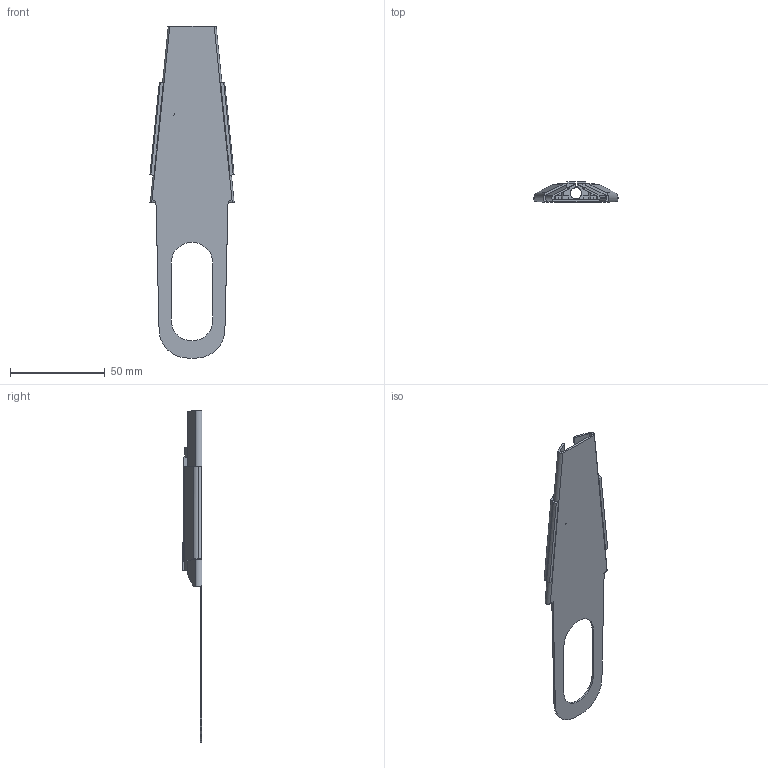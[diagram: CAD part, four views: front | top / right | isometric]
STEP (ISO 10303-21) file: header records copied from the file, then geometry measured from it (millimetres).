
FILE_DESCRIPTION (( 'STEP AP214' ), '1' );
FILE_NAME ('52006151de fxt.STEP', '2022-10-18T19:03:34', ( '' ), ( '' ), 'SwSTEP 2.0', 'SolidWorks 2021', '' );
FILE_SCHEMA (( 'AUTOMOTIVE_DESIGN' ));
Length unit declared in the file: millimetre
Products named in the file (1): 52006151de fxt
Bounding box: 44.43 x 10.5 x 175.06 mm (x, y, z)
Volume: 19090.8 mm3; surface area: 25096.1 mm2
Topology: 4 solids, 4 shells, 158 faces, 438 edges, 288 vertices
Faces by surface type: plane 111, cylinder 32, bspline 11, torus 4
Entity records: 5172 total; most frequent: CARTESIAN_POINT 1214, ORIENTED_EDGE 876, DIRECTION 711, EDGE_CURVE 438, VECTOR 329, LINE 329, VERTEX_POINT 288, AXIS2_PLACEMENT_3D 191
